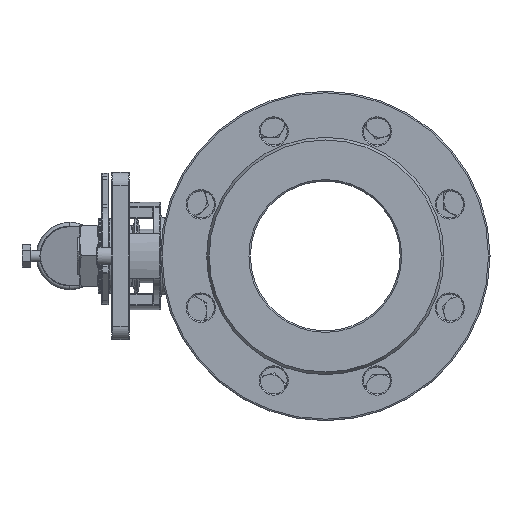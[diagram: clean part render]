
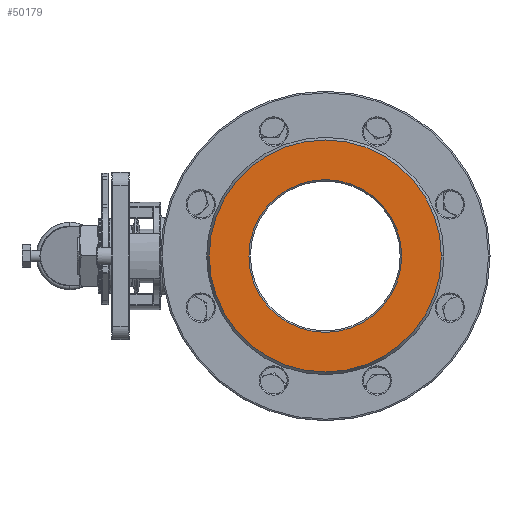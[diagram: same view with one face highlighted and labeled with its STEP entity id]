
A CAD part, left-side view. The second image highlights one B-rep face of the part: STEP entity #50179.
In plain terms, the highlighted planar face has unit normal (-1, 0, 0).
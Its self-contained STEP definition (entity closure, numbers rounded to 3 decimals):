
#1418 = EDGE_CURVE ( 'NONE', #27857, #24689, #52325, .T. ) ;
#2288 = AXIS2_PLACEMENT_3D ( 'NONE', #57974, #6001, #53220 ) ;
#4810 = DIRECTION ( 'NONE',  ( 0., -1., 0. ) ) ;
#4921 = DIRECTION ( 'NONE',  ( 0., 1., 0. ) ) ;
#5254 = CIRCLE ( 'NONE', #47822, 77.5 ) ;
#6001 = DIRECTION ( 'NONE',  ( 1., 0., 0. ) ) ;
#10017 = CARTESIAN_POINT ( 'NONE',  ( -103., 77.5, 0. ) ) ;
#10452 = PLANE ( 'NONE',  #59145 ) ;
#10688 = CIRCLE ( 'NONE', #53036, 77.5 ) ;
#13950 = EDGE_LOOP ( 'NONE', ( #66785, #41296 ) ) ;
#15570 = DIRECTION ( 'NONE',  ( 1., 0., 0. ) ) ;
#15828 = EDGE_CURVE ( 'NONE', #24689, #27857, #62965, .T. ) ;
#18105 = CARTESIAN_POINT ( 'NONE',  ( -103., 77.5, 0. ) ) ;
#18118 = ORIENTED_EDGE ( 'NONE', *, *, #1418, .T. ) ;
#19337 = DIRECTION ( 'NONE',  ( 0., -1., 0. ) ) ;
#21543 = CARTESIAN_POINT ( 'NONE',  ( -103., 0., 0. ) ) ;
#23633 = DIRECTION ( 'NONE',  ( 1., 0., 0. ) ) ;
#23705 = FACE_OUTER_BOUND ( 'NONE', #13950, .T. ) ;
#23927 = CARTESIAN_POINT ( 'NONE',  ( -103., 0., -51. ) ) ;
#24689 = VERTEX_POINT ( 'NONE', #42599 ) ;
#26050 = DIRECTION ( 'NONE',  ( -1., 0., 0. ) ) ;
#26736 = DIRECTION ( 'NONE',  ( 0., 1., 0. ) ) ;
#27857 = VERTEX_POINT ( 'NONE', #23927 ) ;
#34431 = CARTESIAN_POINT ( 'NONE',  ( -103., -77.5, 0. ) ) ;
#34623 = AXIS2_PLACEMENT_3D ( 'NONE', #44220, #23633, #19337 ) ;
#38123 = VERTEX_POINT ( 'NONE', #34431 ) ;
#39092 = VERTEX_POINT ( 'NONE', #18105 ) ;
#40696 = EDGE_CURVE ( 'NONE', #38123, #39092, #5254, .T. ) ;
#41296 = ORIENTED_EDGE ( 'NONE', *, *, #40696, .F. ) ;
#41581 = ORIENTED_EDGE ( 'NONE', *, *, #15828, .T. ) ;
#42599 = CARTESIAN_POINT ( 'NONE',  ( -103., 0., 51. ) ) ;
#44220 = CARTESIAN_POINT ( 'NONE',  ( -103., 0., 0. ) ) ;
#45478 = EDGE_LOOP ( 'NONE', ( #41581, #18118 ) ) ;
#47822 = AXIS2_PLACEMENT_3D ( 'NONE', #56863, #15570, #4921 ) ;
#50179 = ADVANCED_FACE ( 'NONE', ( #62453, #23705 ), #10452, .T. ) ;
#50272 = EDGE_CURVE ( 'NONE', #39092, #38123, #10688, .T. ) ;
#52325 = CIRCLE ( 'NONE', #2288, 51. ) ;
#53036 = AXIS2_PLACEMENT_3D ( 'NONE', #21543, #57663, #26736 ) ;
#53220 = DIRECTION ( 'NONE',  ( 0., -1., 0. ) ) ;
#56863 = CARTESIAN_POINT ( 'NONE',  ( -103., 0., 0. ) ) ;
#57663 = DIRECTION ( 'NONE',  ( 1., 0., 0. ) ) ;
#57974 = CARTESIAN_POINT ( 'NONE',  ( -103., 0., 0. ) ) ;
#59145 = AXIS2_PLACEMENT_3D ( 'NONE', #10017, #26050, #4810 ) ;
#62453 = FACE_BOUND ( 'NONE', #45478, .T. ) ;
#62965 = CIRCLE ( 'NONE', #34623, 51. ) ;
#66785 = ORIENTED_EDGE ( 'NONE', *, *, #50272, .F. ) ;
